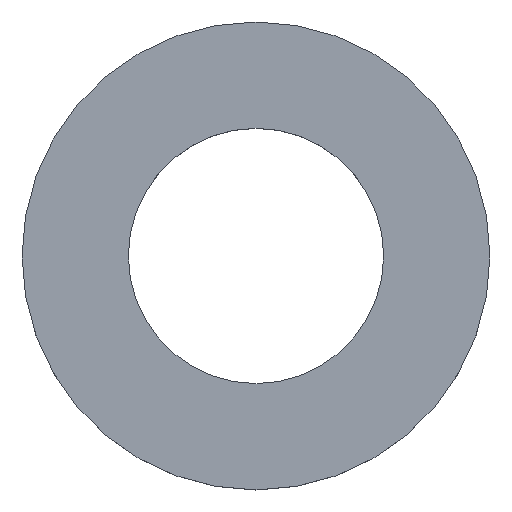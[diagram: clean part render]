
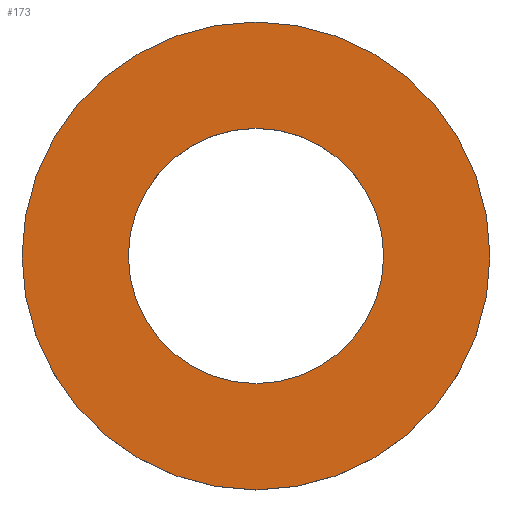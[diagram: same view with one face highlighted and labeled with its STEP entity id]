
A CAD part, top view. The second image highlights one B-rep face of the part: STEP entity #173.
In plain terms, the highlighted planar face has unit normal (0, 0, 1).
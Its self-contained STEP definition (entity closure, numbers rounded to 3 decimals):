
#62=AXIS2_PLACEMENT_3D('Circle Axis2P3D',#60,#61,$) ;
#79=AXIS2_PLACEMENT_3D('Circle Axis2P3D',#77,#78,$) ;
#96=AXIS2_PLACEMENT_3D('Circle Axis2P3D',#94,#95,$) ;
#131=AXIS2_PLACEMENT_3D('Circle Axis2P3D',#129,#130,$) ;
#163=AXIS2_PLACEMENT_3D('Plane Axis2P3D',#160,#161,#162) ;
#43=CARTESIAN_POINT('Vertex',(13.75,0.,1.15)) ;
#57=CARTESIAN_POINT('Vertex',(-13.75,0.,1.15)) ;
#60=CARTESIAN_POINT('Axis2P3D Location',(0.,0.,1.15)) ;
#77=CARTESIAN_POINT('Axis2P3D Location',(0.,0.,1.15)) ;
#94=CARTESIAN_POINT('Axis2P3D Location',(0.,0.,1.15)) ;
#98=CARTESIAN_POINT('Vertex',(-7.5,0.,1.15)) ;
#100=CARTESIAN_POINT('Vertex',(7.5,0.,1.15)) ;
#129=CARTESIAN_POINT('Axis2P3D Location',(0.,0.,1.15)) ;
#160=CARTESIAN_POINT('Axis2P3D Location',(0.,0.,1.15)) ;
#61=DIRECTION('Axis2P3D Direction',(0.,0.,1.)) ;
#78=DIRECTION('Axis2P3D Direction',(0.,0.,1.)) ;
#95=DIRECTION('Axis2P3D Direction',(0.,0.,1.)) ;
#130=DIRECTION('Axis2P3D Direction',(0.,0.,1.)) ;
#161=DIRECTION('Axis2P3D Direction',(0.,0.,1.)) ;
#162=DIRECTION('Axis2P3D XDirection',(1.,0.,0.)) ;
#166=ORIENTED_EDGE('',*,*,#64,.T.) ;
#167=ORIENTED_EDGE('',*,*,#81,.T.) ;
#170=ORIENTED_EDGE('',*,*,#102,.F.) ;
#171=ORIENTED_EDGE('',*,*,#133,.F.) ;
#172=FACE_BOUND('',#169,.T.) ;
#173=ADVANCED_FACE('PartBody',(#168,#172),#164,.T.) ;
#63=CIRCLE('generated circle',#62,13.75) ;
#80=CIRCLE('generated circle',#79,13.75) ;
#97=CIRCLE('generated circle',#96,7.5) ;
#132=CIRCLE('generated circle',#131,7.5) ;
#64=EDGE_CURVE('',#44,#58,#63,.T.) ;
#81=EDGE_CURVE('',#58,#44,#80,.T.) ;
#102=EDGE_CURVE('',#99,#101,#97,.T.) ;
#133=EDGE_CURVE('',#101,#99,#132,.T.) ;
#165=EDGE_LOOP('',(#166,#167)) ;
#169=EDGE_LOOP('',(#170,#171)) ;
#168=FACE_OUTER_BOUND('',#165,.T.) ;
#164=PLANE('',#163) ;
#44=VERTEX_POINT('',#43) ;
#58=VERTEX_POINT('',#57) ;
#99=VERTEX_POINT('',#98) ;
#101=VERTEX_POINT('',#100) ;
